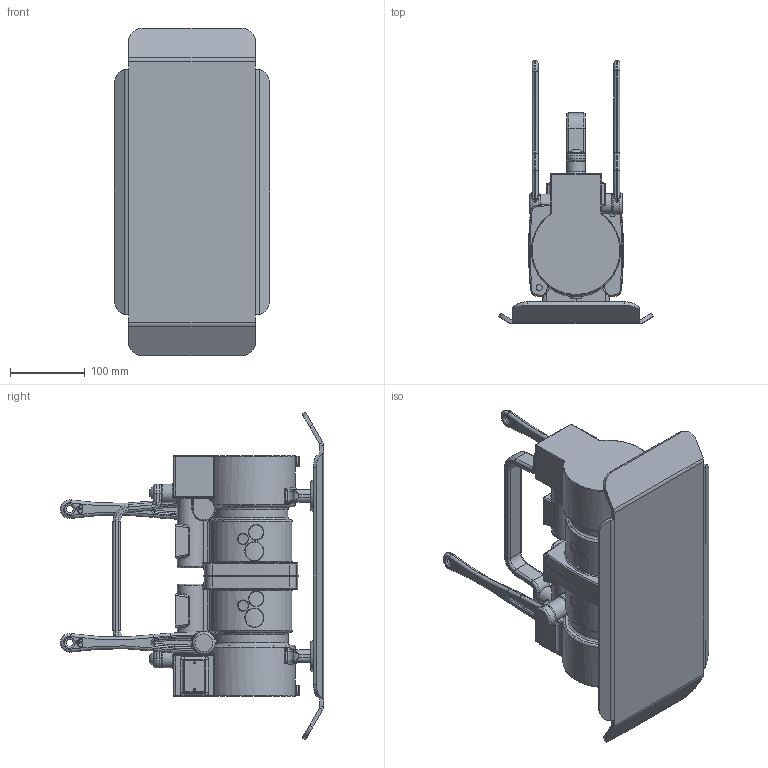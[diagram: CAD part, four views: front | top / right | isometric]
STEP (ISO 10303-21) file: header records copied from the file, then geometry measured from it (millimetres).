
FILE_DESCRIPTION(/* description */ ('PL 3300V 300A 4P B2B QR Full Assembly (Render Model)'),/* implementation_level */ '2;1');
FILE_NAME(/* name */ 'PL 300A B2B QR [Solid].stp',/* time_stamp */ '2022-10-18T06:24:35+10:00',/* author */ ('a.tao491'),/* organization */ (''),/* preprocessor_version */ 'ST-DEVELOPER v16.5',/* originating_system */ 'Autodesk Inventor 2017',/* authorisation */ '');
FILE_SCHEMA (('AUTOMOTIVE_DESIGN { 1 0 10303 214 3 1 1 }'));
Products named in the file (7): RS2468QR_SLD; 1696_SLD; 1824; 2539 xx; 3205_RND; 2527_SLD; 2531_SLD
Assembly tree (9 placements, depth 2):
  RS2468QR_SLD
    1696_SLD
    1824  x2
    2539 xx
    3205_RND
    2527_SLD  x2
    2531_SLD  x2
Bounding box: 208.11 x 353.2 x 440.07 mm (x, y, z)
Volume: 4950896.6 mm3; surface area: 526042.4 mm2
Topology: 9 solids, 9 shells, 1230 faces, 2822 edges, 1614 vertices
Faces by surface type: cylinder 376, bspline 318, plane 274, torus 200, cone 36, sphere 26
Full cylindrical faces by diameter (mm): 2.7 x4, 8.376 x4, 9.5 x2, 9.85 x2, 10.2 x4, 14 x2, 15 x2, 17.25 x2, 18 x2, 25 x2, 26.5 x2
Entity records: 51321 total; most frequent: CARTESIAN_POINT 35119, DIRECTION 3379, ORIENTED_EDGE 3240, EDGE_CURVE 1620, AXIS2_PLACEMENT_3D 1397, VERTEX_POINT 973, EDGE_LOOP 851, FACE_OUTER_BOUND 750
